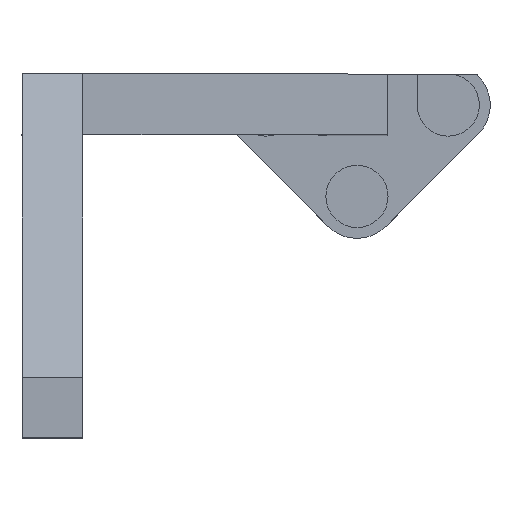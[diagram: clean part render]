
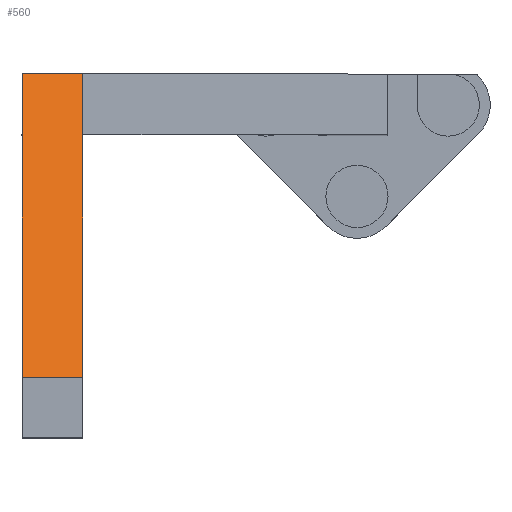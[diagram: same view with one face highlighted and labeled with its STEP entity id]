
A CAD part, top view. The second image highlights one B-rep face of the part: STEP entity #560.
In plain terms, the highlighted planar face has unit normal (0, 0.707, 0.707).
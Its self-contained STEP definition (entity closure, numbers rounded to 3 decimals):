
#28=PLANE('',#616);
#58=FACE_OUTER_BOUND('',#89,.T.);
#89=EDGE_LOOP('',(#479,#480,#481,#482));
#118=LINE('',#833,#185);
#144=LINE('',#896,#211);
#145=LINE('',#898,#212);
#146=LINE('',#899,#213);
#185=VECTOR('',#677,10.);
#211=VECTOR('',#735,10.);
#212=VECTOR('',#736,10.);
#213=VECTOR('',#737,10.);
#264=VERTEX_POINT('',#830);
#265=VERTEX_POINT('',#832);
#286=VERTEX_POINT('',#895);
#287=VERTEX_POINT('',#897);
#322=EDGE_CURVE('',#264,#265,#118,.T.);
#354=EDGE_CURVE('',#286,#264,#144,.T.);
#355=EDGE_CURVE('',#286,#287,#145,.T.);
#356=EDGE_CURVE('',#287,#265,#146,.T.);
#479=ORIENTED_EDGE('',*,*,#322,.F.);
#480=ORIENTED_EDGE('',*,*,#354,.F.);
#481=ORIENTED_EDGE('',*,*,#355,.T.);
#482=ORIENTED_EDGE('',*,*,#356,.T.);
#560=ADVANCED_FACE('',(#58),#28,.T.);
#616=AXIS2_PLACEMENT_3D('',#894,#733,#734);
#677=DIRECTION('',(1.,0.,0.));
#733=DIRECTION('center_axis',(0.,0.707,0.707));
#734=DIRECTION('ref_axis',(1.,0.,0.));
#735=DIRECTION('',(0.,0.707,-0.707));
#736=DIRECTION('',(1.,0.,0.));
#737=DIRECTION('',(0.,0.707,-0.707));
#830=CARTESIAN_POINT('',(-55.,5.,102.071));
#832=CARTESIAN_POINT('',(-45.,5.,102.071));
#833=CARTESIAN_POINT('',(-25.,5.,102.071));
#894=CARTESIAN_POINT('Origin',(-55.,-45.,152.071));
#895=CARTESIAN_POINT('',(-55.,-45.,152.071));
#896=CARTESIAN_POINT('',(-55.,-45.,152.071));
#897=CARTESIAN_POINT('',(-45.,-45.,152.071));
#898=CARTESIAN_POINT('',(-52.5,-45.,152.071));
#899=CARTESIAN_POINT('',(-45.,-45.,152.071));
